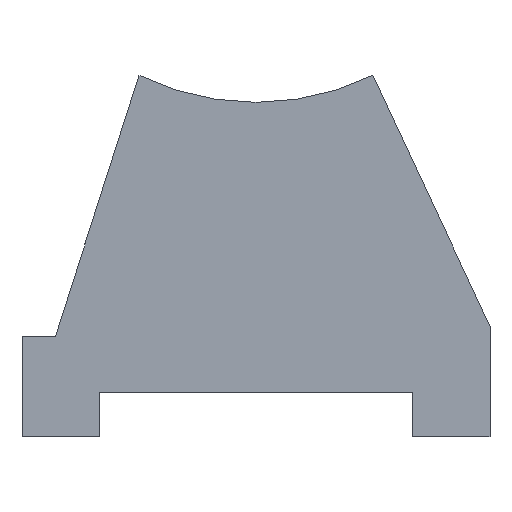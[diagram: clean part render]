
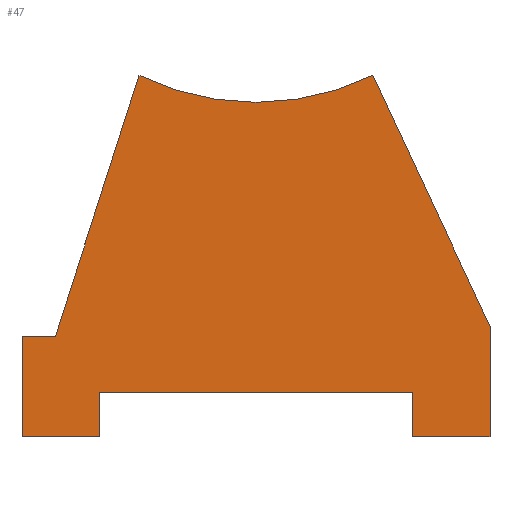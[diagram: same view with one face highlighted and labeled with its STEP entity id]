
A CAD part, front view. The second image highlights one B-rep face of the part: STEP entity #47.
In plain terms, the highlighted planar face has unit normal (0, -1, 0).
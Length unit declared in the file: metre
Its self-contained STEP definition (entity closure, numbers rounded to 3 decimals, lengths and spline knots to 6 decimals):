
#47 = ADVANCED_FACE( '', ( #107 ), #108, .F. );
#107 = FACE_OUTER_BOUND( '', #201, .T. );
#108 = PLANE( '', #202 );
#201 = EDGE_LOOP( '', ( #294, #295, #296, #297, #298, #299, #300, #301, #302, #303, #304 ) );
#202 = AXIS2_PLACEMENT_3D( '', #305, #306, #307 );
#294 = ORIENTED_EDGE( '', *, *, #473, .T. );
#295 = ORIENTED_EDGE( '', *, *, #474, .T. );
#296 = ORIENTED_EDGE( '', *, *, #475, .T. );
#297 = ORIENTED_EDGE( '', *, *, #476, .T. );
#298 = ORIENTED_EDGE( '', *, *, #477, .T. );
#299 = ORIENTED_EDGE( '', *, *, #478, .T. );
#300 = ORIENTED_EDGE( '', *, *, #479, .T. );
#301 = ORIENTED_EDGE( '', *, *, #468, .T. );
#302 = ORIENTED_EDGE( '', *, *, #480, .T. );
#303 = ORIENTED_EDGE( '', *, *, #481, .T. );
#304 = ORIENTED_EDGE( '', *, *, #482, .T. );
#305 = CARTESIAN_POINT( '', ( 0., 0., 0.018 ) );
#306 = DIRECTION( '', ( 0., 1., 0. ) );
#307 = DIRECTION( '', ( 0., 0., 1. ) );
#468 = EDGE_CURVE( '', #538, #539, #540, .T. );
#473 = EDGE_CURVE( '', #547, #548, #549, .T. );
#474 = EDGE_CURVE( '', #548, #550, #551, .T. );
#475 = EDGE_CURVE( '', #550, #552, #553, .T. );
#476 = EDGE_CURVE( '', #552, #554, #555, .T. );
#477 = EDGE_CURVE( '', #554, #556, #557, .T. );
#478 = EDGE_CURVE( '', #556, #558, #559, .T. );
#479 = EDGE_CURVE( '', #558, #538, #560, .T. );
#480 = EDGE_CURVE( '', #539, #561, #562, .T. );
#481 = EDGE_CURVE( '', #561, #563, #564, .T. );
#482 = EDGE_CURVE( '', #563, #547, #565, .T. );
#538 = VERTEX_POINT( '', #646 );
#539 = VERTEX_POINT( '', #647 );
#540 = LINE( '', #648, #649 );
#547 = VERTEX_POINT( '', #659 );
#548 = VERTEX_POINT( '', #660 );
#549 = LINE( '', #661, #662 );
#550 = VERTEX_POINT( '', #663 );
#551 = LINE( '', #664, #665 );
#552 = VERTEX_POINT( '', #666 );
#553 = CIRCLE( '', #667, 0.008 );
#554 = VERTEX_POINT( '', #668 );
#555 = LINE( '', #669, #670 );
#556 = VERTEX_POINT( '', #671 );
#557 = LINE( '', #672, #673 );
#558 = VERTEX_POINT( '', #674 );
#559 = LINE( '', #675, #676 );
#560 = LINE( '', #677, #678 );
#561 = VERTEX_POINT( '', #679 );
#562 = LINE( '', #680, #681 );
#563 = VERTEX_POINT( '', #682 );
#564 = LINE( '', #683, #684 );
#565 = LINE( '', #685, #686 );
#646 = CARTESIAN_POINT( '', ( -0.004667, 0., 0. ) );
#647 = CARTESIAN_POINT( '', ( -0.004667, 0., 0.001333 ) );
#648 = CARTESIAN_POINT( '', ( -0.004667, 0., 0. ) );
#649 = VECTOR( '', #1272, 1. );
#659 = CARTESIAN_POINT( '', ( 0.007, 0., 0. ) );
#660 = CARTESIAN_POINT( '', ( 0.007, 0., 0.0033 ) );
#661 = CARTESIAN_POINT( '', ( 0.007, 0., 0.0033 ) );
#662 = VECTOR( '', #1276, 1. );
#663 = CARTESIAN_POINT( '', ( 0.0035, 0., 0.010806 ) );
#664 = CARTESIAN_POINT( '', ( 0.007, 0., 0.0033 ) );
#665 = VECTOR( '', #1277, 1. );
#666 = CARTESIAN_POINT( '', ( -0.0035, 0., 0.010806 ) );
#667 = AXIS2_PLACEMENT_3D( '', #1278, #1279, #1280 );
#668 = CARTESIAN_POINT( '', ( -0.006, 0., 0.003 ) );
#669 = CARTESIAN_POINT( '', ( -0.006, 0., 0.003 ) );
#670 = VECTOR( '', #1281, 1. );
#671 = CARTESIAN_POINT( '', ( -0.007, 0., 0.003 ) );
#672 = CARTESIAN_POINT( '', ( -0.007, 0., 0.003 ) );
#673 = VECTOR( '', #1282, 1. );
#674 = CARTESIAN_POINT( '', ( -0.007, 0., 0. ) );
#675 = CARTESIAN_POINT( '', ( -0.007, 0., 0. ) );
#676 = VECTOR( '', #1283, 1. );
#677 = CARTESIAN_POINT( '', ( -0.007, 0., 0. ) );
#678 = VECTOR( '', #1284, 1. );
#679 = CARTESIAN_POINT( '', ( 0.004667, 0., 0.001333 ) );
#680 = CARTESIAN_POINT( '', ( -0.004667, 0., 0.001333 ) );
#681 = VECTOR( '', #1285, 1. );
#682 = CARTESIAN_POINT( '', ( 0.004667, 0., 0. ) );
#683 = CARTESIAN_POINT( '', ( 0.004667, 0., 0.001333 ) );
#684 = VECTOR( '', #1286, 1. );
#685 = CARTESIAN_POINT( '', ( 0.007, 0., 0. ) );
#686 = VECTOR( '', #1287, 1. );
#1272 = DIRECTION( '', ( 0., 0., 1. ) );
#1276 = DIRECTION( '', ( 0., 0., 1. ) );
#1277 = DIRECTION( '', ( -0.423, 0., 0.906 ) );
#1278 = CARTESIAN_POINT( '', ( 0., 0., 0.018 ) );
#1279 = DIRECTION( '', ( 0., 1., 0. ) );
#1280 = DIRECTION( '', ( 1., 0., 0. ) );
#1281 = DIRECTION( '', ( -0.305, 0., -0.952 ) );
#1282 = DIRECTION( '', ( -1., 0., 0. ) );
#1283 = DIRECTION( '', ( 0., 0., -1. ) );
#1284 = DIRECTION( '', ( 1., 0., 0. ) );
#1285 = DIRECTION( '', ( 1., 0., 0. ) );
#1286 = DIRECTION( '', ( 0., 0., -1. ) );
#1287 = DIRECTION( '', ( 1., 0., 0. ) );
